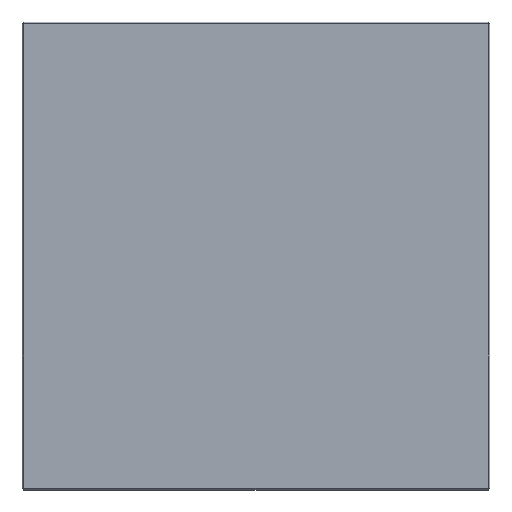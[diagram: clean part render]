
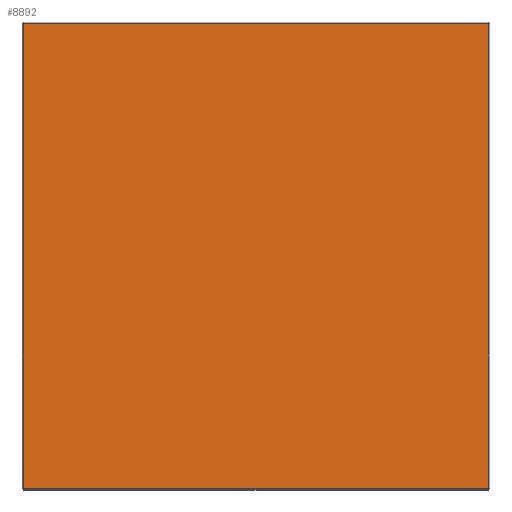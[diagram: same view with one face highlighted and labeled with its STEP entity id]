
A CAD part, top view. The second image highlights one B-rep face of the part: STEP entity #8892.
In plain terms, the highlighted planar face has unit normal (0, 0, 1).
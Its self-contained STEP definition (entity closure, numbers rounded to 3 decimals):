
#460 = DIRECTION ( 'NONE',  ( 0., 1., 0. ) ) ;
#461 = VECTOR ( 'NONE', #460, 1000. ) ;
#462 = CARTESIAN_POINT ( 'NONE',  ( -10.046, 55.592, -1.913 ) ) ;
#463 = LINE ( 'NONE', #462, #461 ) ;
#477 = FACE_OUTER_BOUND ( 'NONE', #9145, .T. ) ;
#482 = CARTESIAN_POINT ( 'NONE',  ( -10.046, 4.992, -1.913 ) ) ;
#488 = CARTESIAN_POINT ( 'NONE',  ( -60.646, 55.392, -1.913 ) ) ;
#492 = DIRECTION ( 'NONE',  ( -1., 0., 0. ) ) ;
#493 = VECTOR ( 'NONE', #492, 1000. ) ;
#494 = LINE ( 'NONE', #488, #493 ) ;
#495 = CARTESIAN_POINT ( 'NONE',  ( -60.446, 4.992, -1.913 ) ) ;
#496 = DIRECTION ( 'NONE',  ( 1., 0., 0. ) ) ;
#497 = DIRECTION ( 'NONE',  ( 0., 0., 1. ) ) ;
#498 = CARTESIAN_POINT ( 'NONE',  ( -60.646, 4.792, -1.913 ) ) ;
#499 = AXIS2_PLACEMENT_3D ( 'NONE', #498, #497, #496 ) ;
#500 = PLANE ( 'NONE',  #499 ) ;
#915 = CARTESIAN_POINT ( 'NONE',  ( -60.446, 55.392, -1.913 ) ) ;
#920 = CARTESIAN_POINT ( 'NONE',  ( -10.046, 55.392, -1.913 ) ) ;
#5739 = LINE ( 'NONE', #5786, #5785 ) ;
#5743 = CARTESIAN_POINT ( 'NONE',  ( -9.846, 4.992, -1.913 ) ) ;
#5784 = DIRECTION ( 'NONE',  ( 0., -1., 0. ) ) ;
#5785 = VECTOR ( 'NONE', #5784, 1000. ) ;
#5786 = CARTESIAN_POINT ( 'NONE',  ( -60.446, 4.792, -1.913 ) ) ;
#5814 = DIRECTION ( 'NONE',  ( 1., 0., 0. ) ) ;
#5815 = VECTOR ( 'NONE', #5814, 1000. ) ;
#5816 = LINE ( 'NONE', #5743, #5815 ) ;
#8885 = VERTEX_POINT ( 'NONE', #482 ) ;
#8890 = ORIENTED_EDGE ( 'NONE', *, *, #9138, .T. ) ;
#8891 = EDGE_CURVE ( 'NONE', #8885, #9047, #463, .T. ) ;
#8892 = ADVANCED_FACE ( 'NONE', ( #477 ), #500, .T. ) ;
#8893 = ORIENTED_EDGE ( 'NONE', *, *, #8895, .T. ) ;
#8894 = ORIENTED_EDGE ( 'NONE', *, *, #8891, .T. ) ;
#8895 = EDGE_CURVE ( 'NONE', #9047, #9048, #494, .T. ) ;
#8896 = VERTEX_POINT ( 'NONE', #495 ) ;
#9047 = VERTEX_POINT ( 'NONE', #920 ) ;
#9048 = VERTEX_POINT ( 'NONE', #915 ) ;
#9138 = EDGE_CURVE ( 'NONE', #9048, #8896, #5739, .T. ) ;
#9140 = EDGE_CURVE ( 'NONE', #8896, #8885, #5816, .T. ) ;
#9145 = EDGE_LOOP ( 'NONE', ( #8894, #8893, #8890, #9148 ) ) ;
#9148 = ORIENTED_EDGE ( 'NONE', *, *, #9140, .T. ) ;
